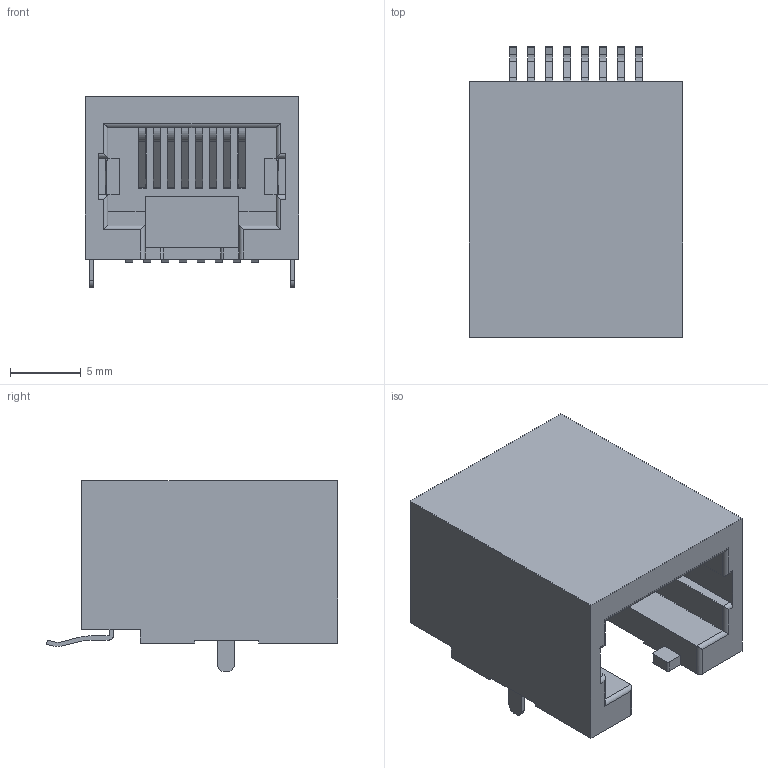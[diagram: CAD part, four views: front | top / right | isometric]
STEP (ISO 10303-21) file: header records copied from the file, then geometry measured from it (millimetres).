
FILE_DESCRIPTION( ( 'Unknown' ), '1' );
FILE_NAME( '634108185521.stp', 'Unknown', ( 'Unknown' ), ( 'Unknown' ), 'PSStep 19.0.9', 'Unknown', ' ' );
FILE_SCHEMA( ( 'AUTOMOTIVE_DESIGN { 1 0 10303 214 1 1 1 1 }' ) );
Length unit declared in the file: millimetre
Products named in the file (13): Assem1; 634108185521_Housing; 634108185521_Housing2; 634108185521_Housing3; 634108185521_Pin1; 634108185521_Pin8; 634108185521_Pin2; 634108185521_Pin7; 634108185521_Pin3; 634108185521_Pin6; 634108185521_Pin4; 634108185521_Pin5; 634108185521_Pin
Assembly tree (13 placements, depth 2):
  Assem1
    634108185521_Housing
    634108185521_Housing2
    634108185521_Housing3
    634108185521_Pin1
    634108185521_Pin8
    634108185521_Pin2
    634108185521_Pin7
    634108185521_Pin3
    634108185521_Pin6
    634108185521_Pin4
    634108185521_Pin5
    634108185521_Pin  x2
Bounding box: 15.1 x 20.6 x 13.5 mm (x, y, z)
Volume: 1356 mm3; surface area: 3267.4 mm2
Topology: 13 solids, 13 shells, 615 faces, 1737 edges, 1152 vertices
Faces by surface type: plane 490, cylinder 125
Entity records: 23611 total; most frequent: CARTESIAN_POINT 3336, ORIENTED_EDGE 3294, DIRECTION 3053, EDGE_CURVE 1647, LINE 1435, VECTOR 1435, VERTEX_POINT 1092, AXIS2_PLACEMENT_3D 809
